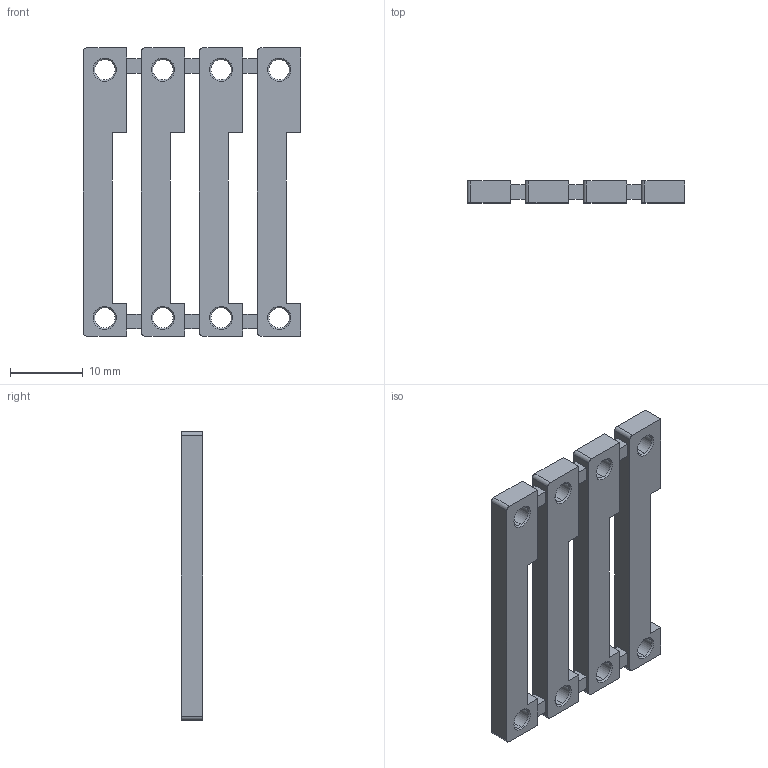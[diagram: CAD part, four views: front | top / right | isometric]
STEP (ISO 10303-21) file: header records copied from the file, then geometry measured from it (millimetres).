
FILE_DESCRIPTION (( 'STEP AP203' ), '1' );
FILE_NAME ('4-Machine-Housing-1.STEP', '2022-01-23T15:49:21', ( '' ), ( '' ), 'SwSTEP 2.0', 'SolidWorks 2020', '' );
FILE_SCHEMA (( 'CONFIG_CONTROL_DESIGN' ));
Length unit declared in the file: millimetre
Products named in the file (1): 4-Machine-Housing-1
Bounding box: 30 x 3 x 39.7 mm (x, y, z)
Volume: 2190.4 mm3; surface area: 2813.3 mm2
Topology: 1 solids, 1 shells, 120 faces, 304 edges, 192 vertices
Faces by surface type: plane 64, cone 32, cylinder 24
Entity records: 3693 total; most frequent: DIRECTION 626, CARTESIAN_POINT 617, ORIENTED_EDGE 608, EDGE_CURVE 304, LINE 224, VECTOR 224, AXIS2_PLACEMENT_3D 201, VERTEX_POINT 192
